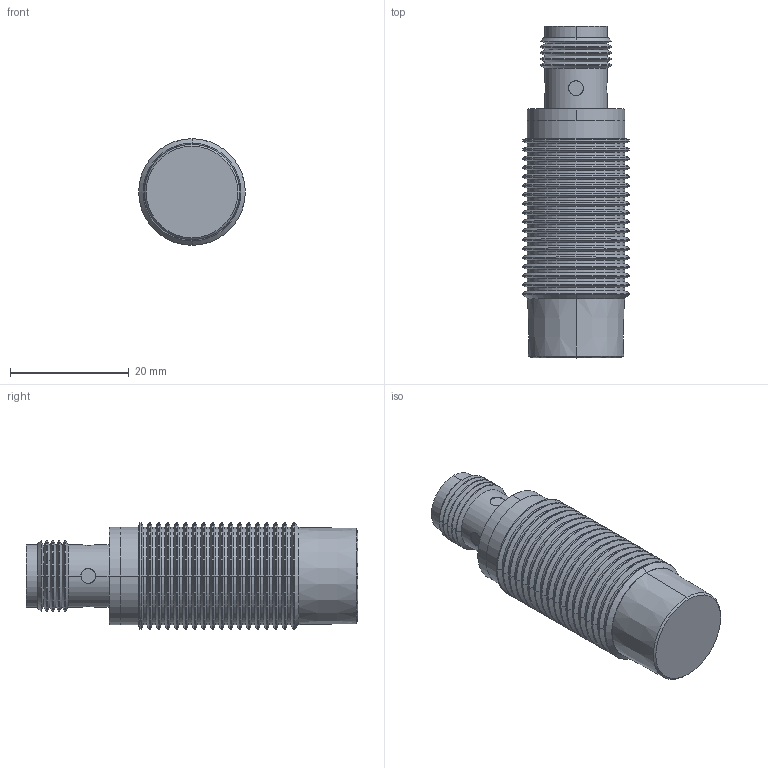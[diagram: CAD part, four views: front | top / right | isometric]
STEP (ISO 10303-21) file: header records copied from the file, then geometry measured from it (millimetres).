
FILE_DESCRIPTION(('STEP AP214'),'1');
FILE_NAME('cctmp_AE96F811-6274-4E45-A3D3-AF20FE70C480_2022_07_22_10_25_22_0720..stp','2022-07-22T08:25:22',('Pepperl+Fuchs GmbH'),('CADClick - www.CADClick.com'),'Spatial InterOp 3D',' ','unknown authorization');
FILE_SCHEMA(('AUTOMOTIVE_DESIGN'));
Length unit declared in the file: millimetre
Products named in the file (6): cc_unnamed; NBN8-18GM40-E3-V1_4; NBN8-18GM40-E3-V1_3; NBN8-18GM40-E3-V1_2; NBN8-18GM40-E3-V1_1; NBN8-18GM40-E3-V1
Assembly tree (5 placements, depth 2):
  cc_unnamed
    NBN8-18GM40-E3-V1_4
    NBN8-18GM40-E3-V1_3
    NBN8-18GM40-E3-V1_2
    NBN8-18GM40-E3-V1_1
    NBN8-18GM40-E3-V1
Bounding box: 18 x 56 x 18 mm (x, y, z)
Volume: 9432.5 mm3; surface area: 8642.3 mm2
Topology: 8 solids, 8 shells, 287 faces, 620 edges, 352 vertices
Faces by surface type: cylinder 133, cone 110, plane 38, sphere 6
Entity records: 10385 total; most frequent: CARTESIAN_POINT 1533, DIRECTION 1500, ORIENTED_EDGE 1216, AXIS2_PLACEMENT_3D 623, EDGE_CURVE 608, VERTEX_POINT 352, CIRCLE 330, EDGE_LOOP 312
